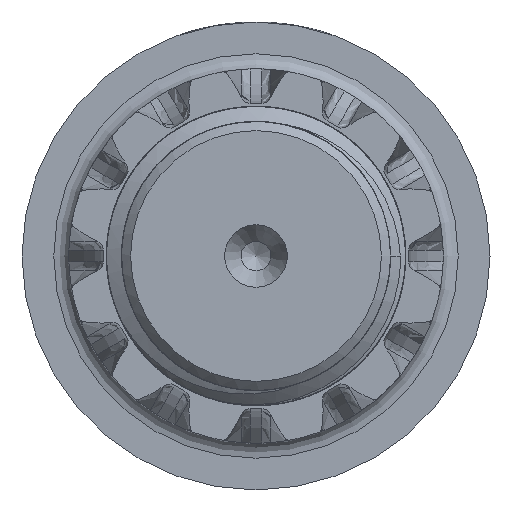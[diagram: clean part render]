
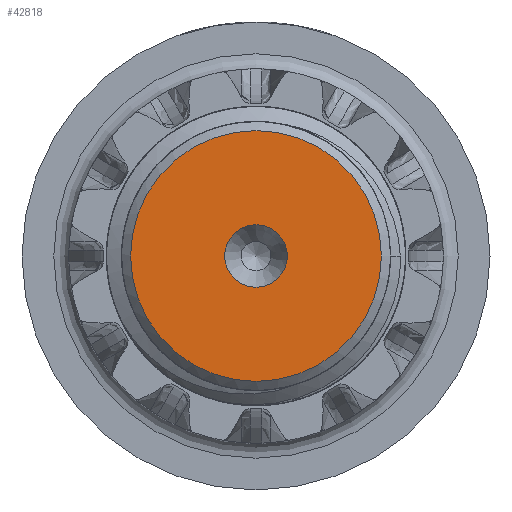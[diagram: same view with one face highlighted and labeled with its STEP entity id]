
A CAD part, left-side view. The second image highlights one B-rep face of the part: STEP entity #42818.
In plain terms, the highlighted planar face has unit normal (-1, 0, 0).
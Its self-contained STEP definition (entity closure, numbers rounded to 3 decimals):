
#27624 = CONICAL_SURFACE('',#27625,8.,0.785);
#27625 = AXIS2_PLACEMENT_3D('',#27626,#27627,#27628);
#27626 = CARTESIAN_POINT('',(-518.45,0.,0.));
#27627 = DIRECTION('',(1.,0.,0.));
#27628 = DIRECTION('',(0.,-1.,0.));
#40815 = VERTEX_POINT('',#40816);
#40816 = CARTESIAN_POINT('',(-519.75,-6.7,0.));
#40837 = EDGE_CURVE('',#40815,#40815,#40838,.T.);
#40838 = SURFACE_CURVE('',#40839,(#40844,#40851),.PCURVE_S1.);
#40839 = CIRCLE('',#40840,6.7);
#40840 = AXIS2_PLACEMENT_3D('',#40841,#40842,#40843);
#40841 = CARTESIAN_POINT('',(-519.75,0.,0.));
#40842 = DIRECTION('',(1.,0.,0.));
#40843 = DIRECTION('',(0.,-1.,0.));
#40844 = PCURVE('',#27624,#40845);
#40845 = DEFINITIONAL_REPRESENTATION('',(#40846),#40850);
#40846 = LINE('',#40847,#40848);
#40847 = CARTESIAN_POINT('',(0.,-1.3));
#40848 = VECTOR('',#40849,1.);
#40849 = DIRECTION('',(1.,-0.));
#40850 = ( GEOMETRIC_REPRESENTATION_CONTEXT(2) 
PARAMETRIC_REPRESENTATION_CONTEXT() REPRESENTATION_CONTEXT('2D SPACE',''
  ) );
#40851 = PCURVE('',#40852,#40857);
#40852 = PLANE('',#40853);
#40853 = AXIS2_PLACEMENT_3D('',#40854,#40855,#40856);
#40854 = CARTESIAN_POINT('',(-519.75,0.,0.));
#40855 = DIRECTION('',(1.,0.,0.));
#40856 = DIRECTION('',(0.,1.,0.));
#40857 = DEFINITIONAL_REPRESENTATION('',(#40858),#40862);
#40858 = CIRCLE('',#40859,6.7);
#40859 = AXIS2_PLACEMENT_2D('',#40860,#40861);
#40860 = CARTESIAN_POINT('',(0.,0.));
#40861 = DIRECTION('',(-1.,0.));
#40862 = ( GEOMETRIC_REPRESENTATION_CONTEXT(2) 
PARAMETRIC_REPRESENTATION_CONTEXT() REPRESENTATION_CONTEXT('2D SPACE',''
  ) );
#42818 = ADVANCED_FACE('',(#42819,#42822),#40852,.F.);
#42819 = FACE_BOUND('',#42820,.F.);
#42820 = EDGE_LOOP('',(#42821));
#42821 = ORIENTED_EDGE('',*,*,#40837,.T.);
#42822 = FACE_BOUND('',#42823,.F.);
#42823 = EDGE_LOOP('',(#42824));
#42824 = ORIENTED_EDGE('',*,*,#42825,.F.);
#42825 = EDGE_CURVE('',#42826,#42826,#42828,.T.);
#42826 = VERTEX_POINT('',#42827);
#42827 = CARTESIAN_POINT('',(-519.75,0.,-1.675));
#42828 = SURFACE_CURVE('',#42829,(#42834,#42841),.PCURVE_S1.);
#42829 = CIRCLE('',#42830,1.675);
#42830 = AXIS2_PLACEMENT_3D('',#42831,#42832,#42833);
#42831 = CARTESIAN_POINT('',(-519.75,0.,0.));
#42832 = DIRECTION('',(1.,0.,0.));
#42833 = DIRECTION('',(0.,0.,-1.));
#42834 = PCURVE('',#40852,#42835);
#42835 = DEFINITIONAL_REPRESENTATION('',(#42836),#42840);
#42836 = CIRCLE('',#42837,1.675);
#42837 = AXIS2_PLACEMENT_2D('',#42838,#42839);
#42838 = CARTESIAN_POINT('',(0.,0.));
#42839 = DIRECTION('',(0.,-1.));
#42840 = ( GEOMETRIC_REPRESENTATION_CONTEXT(2) 
PARAMETRIC_REPRESENTATION_CONTEXT() REPRESENTATION_CONTEXT('2D SPACE',''
  ) );
#42841 = PCURVE('',#42842,#42847);
#42842 = CONICAL_SURFACE('',#42843,0.8,0.524);
#42843 = AXIS2_PLACEMENT_3D('',#42844,#42845,#42846);
#42844 = CARTESIAN_POINT('',(-518.234,0.,0.));
#42845 = DIRECTION('',(-1.,0.,-0.));
#42846 = DIRECTION('',(0.,0.,-1.));
#42847 = DEFINITIONAL_REPRESENTATION('',(#42848),#42852);
#42848 = LINE('',#42849,#42850);
#42849 = CARTESIAN_POINT('',(-0.,1.516));
#42850 = VECTOR('',#42851,1.);
#42851 = DIRECTION('',(-1.,0.));
#42852 = ( GEOMETRIC_REPRESENTATION_CONTEXT(2) 
PARAMETRIC_REPRESENTATION_CONTEXT() REPRESENTATION_CONTEXT('2D SPACE',''
  ) );
